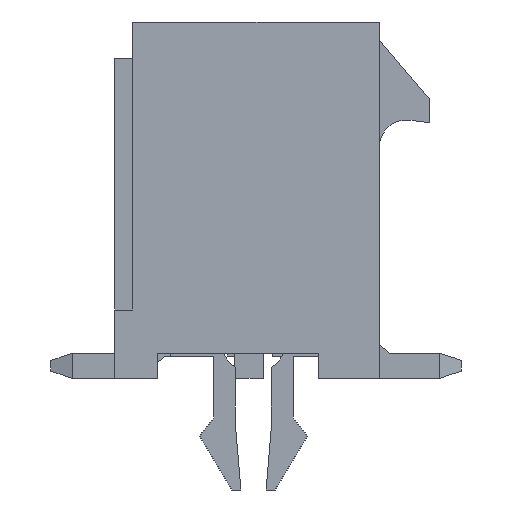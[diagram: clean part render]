
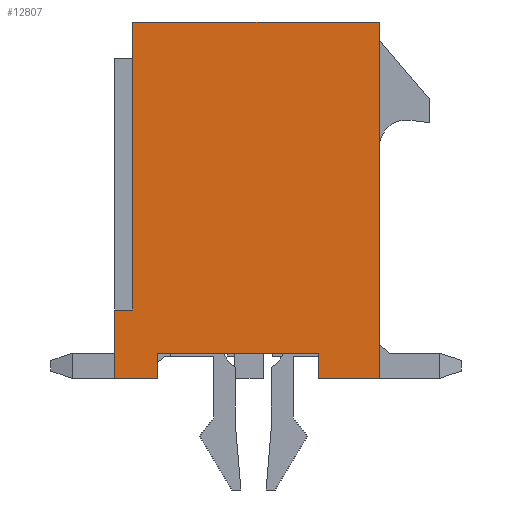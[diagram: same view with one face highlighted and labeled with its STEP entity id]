
A CAD part, left-side view. The second image highlights one B-rep face of the part: STEP entity #12807.
In plain terms, the highlighted planar face has unit normal (-1, 0, 0).
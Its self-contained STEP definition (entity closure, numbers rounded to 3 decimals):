
#2016=ORIENTED_EDGE('',*,*,#5307,.F.);
#2017=ORIENTED_EDGE('',*,*,#5308,.T.);
#2018=ORIENTED_EDGE('',*,*,#5119,.T.);
#2019=ORIENTED_EDGE('',*,*,#5063,.T.);
#2020=ORIENTED_EDGE('',*,*,#5056,.T.);
#2021=ORIENTED_EDGE('',*,*,#5299,.T.);
#2022=ORIENTED_EDGE('',*,*,#5198,.T.);
#2023=ORIENTED_EDGE('',*,*,#5309,.F.);
#2024=ORIENTED_EDGE('',*,*,#5310,.T.);
#2025=ORIENTED_EDGE('',*,*,#5173,.T.);
#5056=EDGE_CURVE('',#6661,#6660,#8109,.T.);
#5063=EDGE_CURVE('',#6667,#6661,#8116,.T.);
#5119=EDGE_CURVE('',#6717,#6667,#8172,.T.);
#5173=EDGE_CURVE('',#6766,#6765,#8226,.T.);
#5198=EDGE_CURVE('',#6785,#6784,#8251,.T.);
#5299=EDGE_CURVE('',#6660,#6785,#8352,.T.);
#5307=EDGE_CURVE('',#6883,#6765,#8360,.T.);
#5308=EDGE_CURVE('',#6883,#6717,#8361,.T.);
#5309=EDGE_CURVE('',#6884,#6784,#8362,.T.);
#5310=EDGE_CURVE('',#6884,#6766,#8363,.T.);
#6660=VERTEX_POINT('',#19318);
#6661=VERTEX_POINT('',#19320);
#6667=VERTEX_POINT('',#19334);
#6717=VERTEX_POINT('',#19442);
#6765=VERTEX_POINT('',#19550);
#6766=VERTEX_POINT('',#19552);
#6784=VERTEX_POINT('',#19595);
#6785=VERTEX_POINT('',#19597);
#6883=VERTEX_POINT('',#19807);
#6884=VERTEX_POINT('',#19810);
#8109=LINE('',#19319,#9868);
#8116=LINE('',#19333,#9875);
#8172=LINE('',#19445,#9931);
#8226=LINE('',#19551,#9985);
#8251=LINE('',#19596,#10010);
#8352=LINE('',#19795,#10111);
#8360=LINE('',#19806,#10119);
#8361=LINE('',#19808,#10120);
#8362=LINE('',#19809,#10121);
#8363=LINE('',#19811,#10122);
#9868=VECTOR('',#15553,1000.);
#9875=VECTOR('',#15562,1000.);
#9931=VECTOR('',#15626,1000.);
#9985=VECTOR('',#15690,1000.);
#10010=VECTOR('',#15717,1000.);
#10111=VECTOR('',#15820,1000.);
#10119=VECTOR('',#15832,1000.);
#10120=VECTOR('',#15833,1000.);
#10121=VECTOR('',#15834,1000.);
#10122=VECTOR('',#15835,1000.);
#10911=EDGE_LOOP('',(#2016,#2017,#2018,#2019,#2020,#2021,#2022,#2023,#2024,
#2025));
#11586=FACE_BOUND('',#10911,.T.);
#12234=PLANE('',#13515);
#12807=ADVANCED_FACE('',(#11586),#12234,.T.);
#13515=AXIS2_PLACEMENT_3D('',#19805,#15830,#15831);
#15553=DIRECTION('',(0.,0.,1.));
#15562=DIRECTION('',(0.,-1.,0.));
#15626=DIRECTION('',(0.,0.,-1.));
#15690=DIRECTION('',(0.,-1.,0.));
#15717=DIRECTION('',(0.,0.,-1.));
#15820=DIRECTION('',(0.,1.,0.));
#15830=DIRECTION('',(-1.,0.,0.));
#15831=DIRECTION('',(0.,0.,1.));
#15832=DIRECTION('',(0.,0.,-1.));
#15833=DIRECTION('',(0.,-1.,0.));
#15834=DIRECTION('',(0.,-1.,0.));
#15835=DIRECTION('',(0.,0.,-1.));
#19318=CARTESIAN_POINT('',(-19.85,-3.43,4.95));
#19319=CARTESIAN_POINT('',(-19.85,-3.43,-4.95));
#19320=CARTESIAN_POINT('',(-19.85,-3.43,-4.95));
#19333=CARTESIAN_POINT('',(-19.85,3.43,-4.95));
#19334=CARTESIAN_POINT('',(-19.85,-1.73,-4.95));
#19442=CARTESIAN_POINT('',(-19.85,-1.73,-4.25));
#19445=CARTESIAN_POINT('',(-19.85,-1.73,-3.95));
#19550=CARTESIAN_POINT('',(-19.85,2.73,-4.95));
#19551=CARTESIAN_POINT('',(-19.85,3.43,-4.95));
#19552=CARTESIAN_POINT('',(-19.85,3.93,-4.95));
#19595=CARTESIAN_POINT('',(-19.85,3.43,-3.05));
#19596=CARTESIAN_POINT('',(-19.85,3.43,4.95));
#19597=CARTESIAN_POINT('',(-19.85,3.43,4.95));
#19795=CARTESIAN_POINT('',(-19.85,-3.43,4.95));
#19805=CARTESIAN_POINT('',(-19.85,0.,0.));
#19806=CARTESIAN_POINT('',(-19.85,2.73,-3.95));
#19807=CARTESIAN_POINT('',(-19.85,2.73,-4.25));
#19808=CARTESIAN_POINT('',(-19.85,2.73,-4.25));
#19809=CARTESIAN_POINT('',(-19.85,3.93,-3.05));
#19810=CARTESIAN_POINT('',(-19.85,3.93,-3.05));
#19811=CARTESIAN_POINT('',(-19.85,3.93,-3.05));
